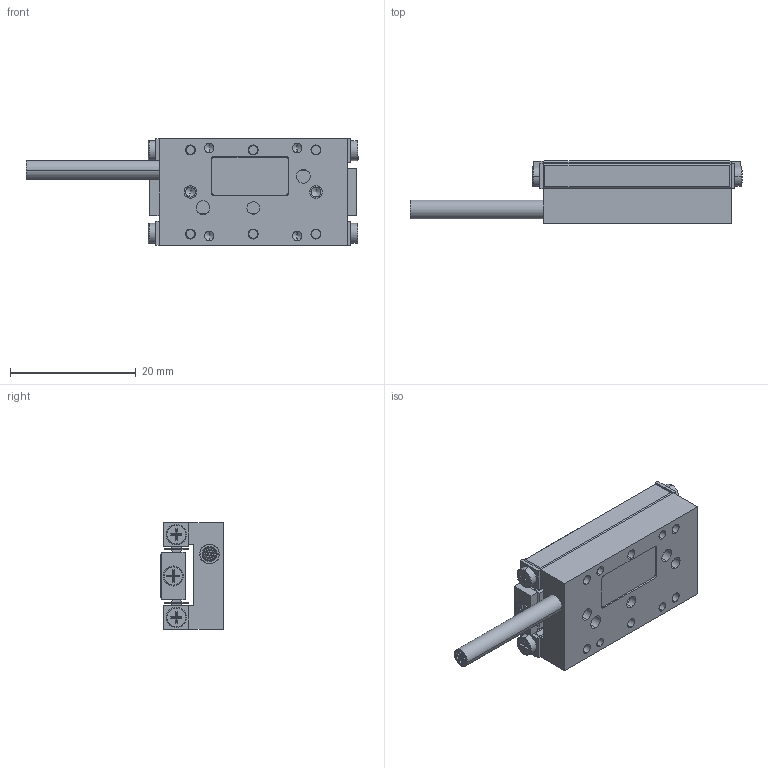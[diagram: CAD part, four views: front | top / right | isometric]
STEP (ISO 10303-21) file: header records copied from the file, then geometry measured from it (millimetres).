
FILE_DESCRIPTION (( 'STEP AP214' ), '1' );
FILE_NAME ('PP-18-12X00.STEP', '2024-07-24T15:30:41', ( '' ), ( '' ), 'SwSTEP 2.0', 'SolidWorks 2023', '' );
FILE_SCHEMA (( 'AUTOMOTIVE_DESIGN' ));
Length unit declared in the file: millimetre
Products named in the file (9): 130160 Bearing, NB, Slide Way, SVW 1000_SVW 1030-8Z IKO Version (Rigid at Center); NB Slide Way SVW 1000 Rail_SVW 1030 IKO ; PP-18, Base, Master Part_30; PP-18-12X00; PPS-20, Back Cover, Master Part; Cooner Black Cable_L30; NB Slide Way SVW 1000 Center Way_SVW 1030 IKO; NB Slide Way SVW 1000 Cage_SVW 1030-8Z Custom; SCREW, MS-PPH, M-JCIS_M1.6 x 0.35 x 4mm
Assembly tree (15 placements, depth 3):
  PP-18-12X00
    PP-18, Base, Master Part_30
    130160 Bearing, NB, Slide Way, SVW 1000_SVW 1030-8Z IKO Version (Rigid at Center)
      NB Slide Way SVW 1000 Rail_SVW 1030 IKO   x2
      NB Slide Way SVW 1000 Center Way_SVW 1030 IKO
      NB Slide Way SVW 1000 Cage_SVW 1030-8Z Custom  x2
    PPS-20, Back Cover, Master Part
    SCREW, MS-PPH, M-JCIS_M1.6 x 0.35 x 4mm  x6
    Cooner Black Cable_L30
Bounding box: 52.9 x 10 x 17 mm (x, y, z)
Volume: 3894.2 mm3; surface area: 6435.2 mm2
Topology: 27 solids, 27 shells, 713 faces, 1785 edges, 1160 vertices
Faces by surface type: plane 428, cylinder 188, torus 48, bspline 25, cone 24
Entity records: 57911 total; most frequent: CARTESIAN_POINT 47234, ORIENTED_EDGE 2126, DIRECTION 2117, EDGE_CURVE 1063, AXIS2_PLACEMENT_3D 721, VERTEX_POINT 699, LINE 675, VECTOR 675
